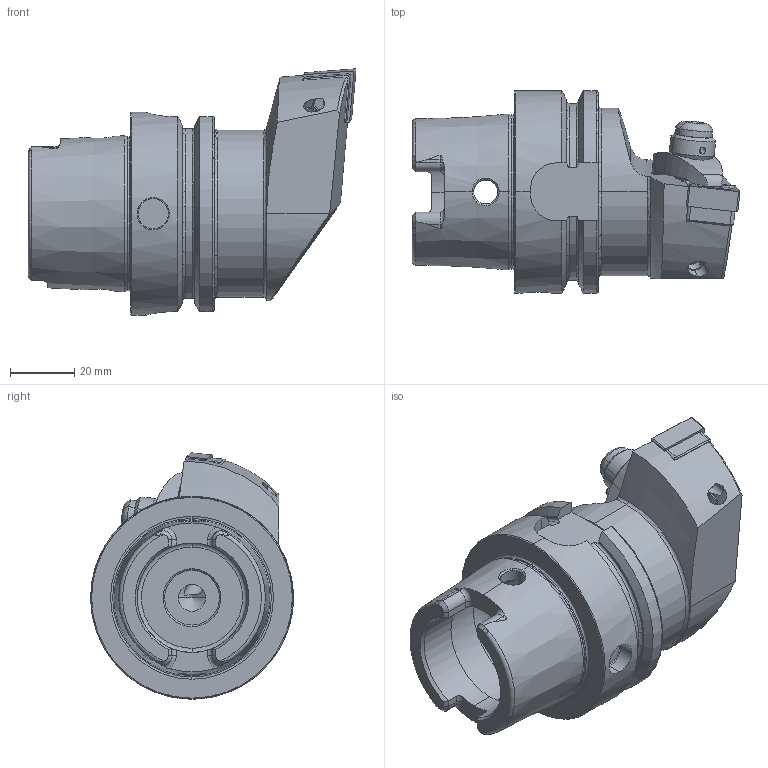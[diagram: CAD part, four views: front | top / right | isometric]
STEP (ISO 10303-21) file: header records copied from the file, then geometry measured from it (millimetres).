
FILE_DESCRIPTION (( 'STEP AP214' ), '1' );
FILE_NAME ('HA6.KCE.LLA.070.STEP', '2023-09-15T11:43:34', ( '' ), ( '' ), 'SwSTEP 2.0', 'SolidWorks 2017', '' );
FILE_SCHEMA (( 'AUTOMOTIVE_DESIGN' ));
Length unit declared in the file: millimetre
Products named in the file (11): CNMG160604; WCE-ER2.101.004_A; HA6-KCE.LLA.070_C; WCC-ER4.103.032_A; WCC-ER5.102.012_B; KVT_MB_600_060; ISO 13337 - 3 x 12_PreviewCfg; WCC-ER3.102.024_C; WCE-ER2.001.012_A; HA6.KCE.LLA.070; WCC-ER5.102.005_A
Assembly tree (11 placements, depth 2):
  HA6.KCE.LLA.070
    HA6-KCE.LLA.070_C
    WCE-ER2.101.004_A
    WCE-ER2.001.012_A
    CNMG160604
    WCC-ER3.102.024_C
    WCC-ER5.102.005_A  x2
    WCC-ER4.103.032_A
    WCC-ER5.102.012_B
    ISO 13337 - 3 x 12_PreviewCfg
    KVT_MB_600_060
Bounding box: 101.9 x 63 x 76.5 mm (x, y, z)
Volume: 148539.3 mm3; surface area: 36453.7 mm2
Topology: 12 solids, 12 shells, 464 faces, 1169 edges, 713 vertices
Faces by surface type: cylinder 150, plane 125, cone 107, torus 63, bspline 17, sphere 2
Entity records: 17704 total; most frequent: CARTESIAN_POINT 5091, ORIENTED_EDGE 2284, DIRECTION 2259, EDGE_CURVE 1142, AXIS2_PLACEMENT_3D 910, VERTEX_POINT 706, EDGE_LOOP 488, FACE_OUTER_BOUND 460
